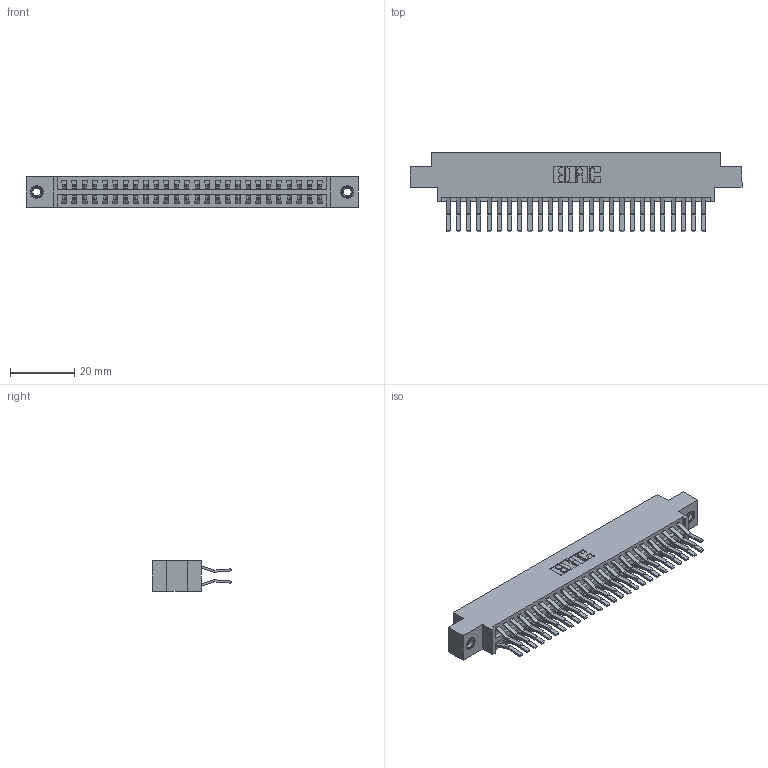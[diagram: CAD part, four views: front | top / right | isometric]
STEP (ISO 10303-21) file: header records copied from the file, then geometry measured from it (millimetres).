
FILE_DESCRIPTION (( 'STEP AP203' ), '1' );
FILE_NAME ('396-052-560-807.STEP', '2018-09-08T07:17:30', ( '' ), ( '' ), 'SwSTEP 2.0', 'SolidWorks 2016', '' );
FILE_SCHEMA (( 'CONFIG_CONTROL_DESIGN' ));
Length unit declared in the file: inch
Products named in the file (4): 345-292-001_560 Tail; 345-250-001_345-250-005-103; 396-052-560-807; 346 Part_0.170 Offset - 0.156 Dia-TI
Assembly tree (55 placements, depth 2):
  396-052-560-807
    346 Part_0.170 Offset - 0.156 Dia-TI
    345-292-001_560 Tail  x52
    345-250-001_345-250-005-103  x2
Bounding box: 103.12 x 24.78 x 9.4 mm (x, y, z)
Volume: 10104.3 mm3; surface area: 14760.3 mm2
Topology: 55 solids, 55 shells, 2994 faces, 8849 edges, 5822 vertices
Faces by surface type: plane 1932, cylinder 1046, cone 12, torus 4
Entity records: 20528 total; most frequent: CARTESIAN_POINT 3391, ORIENTED_EDGE 3318, DIRECTION 3069, EDGE_CURVE 1659, LINE 1399, VECTOR 1399, VERTEX_POINT 1100, AXIS2_PLACEMENT_3D 835
